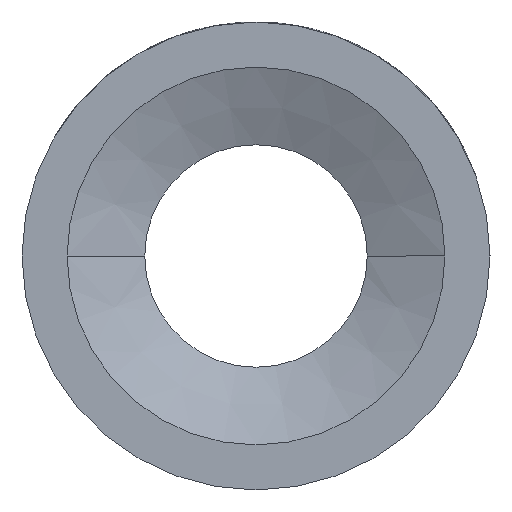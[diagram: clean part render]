
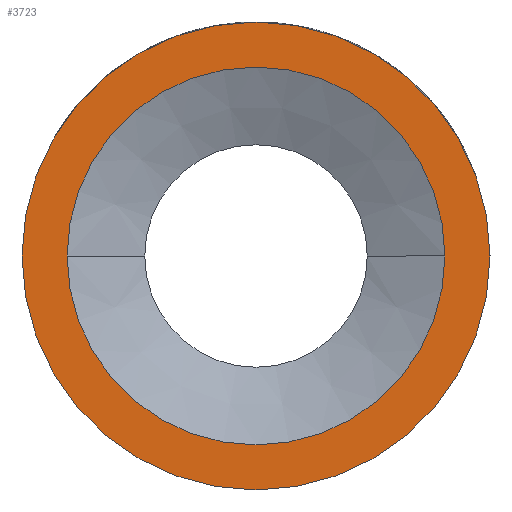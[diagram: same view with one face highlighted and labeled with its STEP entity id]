
A CAD part, left-side view. The second image highlights one B-rep face of the part: STEP entity #3723.
In plain terms, the highlighted planar face has unit normal (-1, 0, 0).
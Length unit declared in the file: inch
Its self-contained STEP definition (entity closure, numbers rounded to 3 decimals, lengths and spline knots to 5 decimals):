
#56 = EDGE_CURVE ( 'NONE', #3967, #1869, #3395, .T. ) ;
#248 = DIRECTION ( 'NONE',  ( 1., 0., 0. ) ) ;
#562 = AXIS2_PLACEMENT_3D ( 'NONE', #1770, #2154, #2539 ) ;
#598 = CIRCLE ( 'NONE', #4255, 0.18825 ) ;
#611 = AXIS2_PLACEMENT_3D ( 'NONE', #4001, #2128, #1373 ) ;
#886 = FACE_BOUND ( 'NONE', #4788, .T. ) ;
#994 = EDGE_LOOP ( 'NONE', ( #1683, #2931 ) ) ;
#1248 = CIRCLE ( 'NONE', #562, 0.152 ) ;
#1318 = AXIS2_PLACEMENT_3D ( 'NONE', #1699, #248, #4000 ) ;
#1373 = DIRECTION ( 'NONE',  ( 0., 1., 0. ) ) ;
#1608 = CARTESIAN_POINT ( 'NONE',  ( -0.375, 0., 0. ) ) ;
#1642 = DIRECTION ( 'NONE',  ( 1., 0., 0. ) ) ;
#1655 = CARTESIAN_POINT ( 'NONE',  ( -0.375, 0.152, 0. ) ) ;
#1683 = ORIENTED_EDGE ( 'NONE', *, *, #3225, .F. ) ;
#1699 = CARTESIAN_POINT ( 'NONE',  ( -0.375, 0., 0. ) ) ;
#1700 = FACE_OUTER_BOUND ( 'NONE', #994, .T. ) ;
#1770 = CARTESIAN_POINT ( 'NONE',  ( -0.375, 0., 0. ) ) ;
#1862 = CARTESIAN_POINT ( 'NONE',  ( -0.375, 0., 0. ) ) ;
#1869 = VERTEX_POINT ( 'NONE', #4252 ) ;
#2128 = DIRECTION ( 'NONE',  ( 1., 0., 0. ) ) ;
#2154 = DIRECTION ( 'NONE',  ( 1., 0., 0. ) ) ;
#2197 = AXIS2_PLACEMENT_3D ( 'NONE', #1862, #4851, #4865 ) ;
#2400 = EDGE_CURVE ( 'NONE', #1869, #3967, #1248, .T. ) ;
#2409 = DIRECTION ( 'NONE',  ( 0., 1., 0. ) ) ;
#2539 = DIRECTION ( 'NONE',  ( 0., 1., 0. ) ) ;
#2646 = CARTESIAN_POINT ( 'NONE',  ( -0.375, 0.18825, 0. ) ) ;
#2816 = VERTEX_POINT ( 'NONE', #3648 ) ;
#2931 = ORIENTED_EDGE ( 'NONE', *, *, #4183, .F. ) ;
#3044 = CIRCLE ( 'NONE', #1318, 0.18825 ) ;
#3225 = EDGE_CURVE ( 'NONE', #4546, #2816, #598, .T. ) ;
#3395 = CIRCLE ( 'NONE', #611, 0.152 ) ;
#3648 = CARTESIAN_POINT ( 'NONE',  ( -0.375, -0.18825, 0. ) ) ;
#3723 = ADVANCED_FACE ( 'NONE', ( #1700, #886 ), #4501, .F. ) ;
#3967 = VERTEX_POINT ( 'NONE', #1655 ) ;
#4000 = DIRECTION ( 'NONE',  ( 0., 1., 0. ) ) ;
#4001 = CARTESIAN_POINT ( 'NONE',  ( -0.375, 0., 0. ) ) ;
#4050 = ORIENTED_EDGE ( 'NONE', *, *, #2400, .T. ) ;
#4183 = EDGE_CURVE ( 'NONE', #2816, #4546, #3044, .T. ) ;
#4252 = CARTESIAN_POINT ( 'NONE',  ( -0.375, -0.152, 0. ) ) ;
#4255 = AXIS2_PLACEMENT_3D ( 'NONE', #1608, #1642, #2409 ) ;
#4501 = PLANE ( 'NONE',  #2197 ) ;
#4546 = VERTEX_POINT ( 'NONE', #2646 ) ;
#4621 = ORIENTED_EDGE ( 'NONE', *, *, #56, .T. ) ;
#4788 = EDGE_LOOP ( 'NONE', ( #4621, #4050 ) ) ;
#4851 = DIRECTION ( 'NONE',  ( 1., 0., 0. ) ) ;
#4865 = DIRECTION ( 'NONE',  ( 0., 0., -1. ) ) ;
